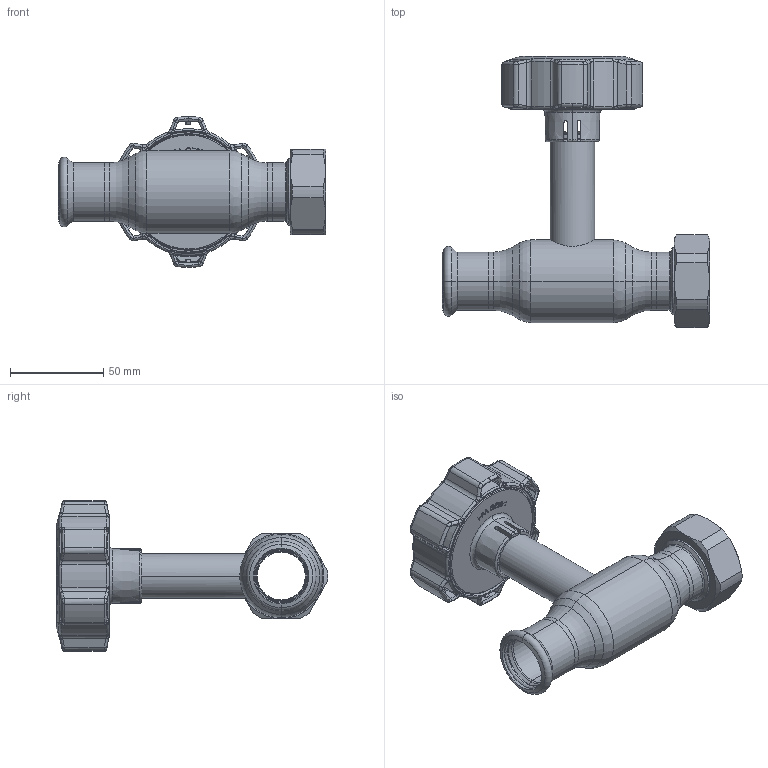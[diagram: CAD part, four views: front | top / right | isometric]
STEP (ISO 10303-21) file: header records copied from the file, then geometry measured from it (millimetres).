
FILE_DESCRIPTION (( 'STEP AP214' ), '1' );
FILE_NAME ('2025001401-0200.step', '2023-12-12T08:56:48', ( '' ), ( '' ), 'SwSTEP 2.0', 'SolidWorks 2021', '' );
FILE_SCHEMA (( 'AUTOMOTIVE_DESIGN' ));
Length unit declared in the file: millimetre
Products named in the file (1): 2025001401-0200
Bounding box: 143.52 x 145.78 x 81 mm (x, y, z)
Surface area: 58753.5 mm2 (no closed solid volume)
Topology: 0 solids, 21 shells, 597 faces, 1872 edges, 1267 vertices
Faces by surface type: bspline 187, cylinder 143, plane 113, cone 87, torus 67
Entity records: 38055 total; most frequent: CARTESIAN_POINT 17089, ORIENTED_EDGE 3172, DIRECTION 2403, EDGE_CURVE 1872, VERTEX_POINT 1267, AXIS2_PLACEMENT_3D 951, B_SPLINE_CURVE_WITH_KNOTS 783, EDGE_LOOP 633
